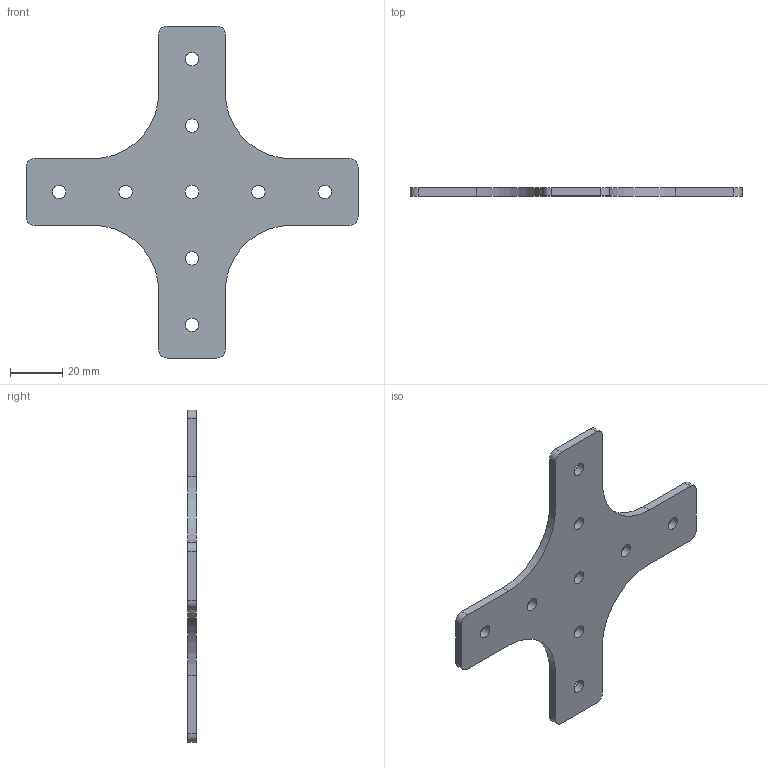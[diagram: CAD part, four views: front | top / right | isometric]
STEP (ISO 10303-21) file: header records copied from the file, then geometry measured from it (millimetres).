
FILE_DESCRIPTION (( 'STEP AP214' ), '1' );
FILE_NAME ('am-4159 1IN Quad Gusset.STEP', '2019-10-09T14:03:53', ( '' ), ( '' ), 'SwSTEP 2.0', 'SolidWorks 2019', '' );
FILE_SCHEMA (( 'AUTOMOTIVE_DESIGN' ));
Length unit declared in the file: inch
Products named in the file (1): am-4159 1IN Quad Gusset
Bounding box: 127 x 3.17 x 127 mm (x, y, z)
Volume: 19553.9 mm3; surface area: 14215.6 mm2
Topology: 1 solids, 1 shells, 35 faces, 99 edges, 66 vertices
Faces by surface type: cylinder 21, plane 14
Full cylindrical faces by diameter (mm): 5.105 x9
Entity records: 1186 total; most frequent: DIRECTION 204, CARTESIAN_POINT 192, ORIENTED_EDGE 180, EDGE_CURVE 90, AXIS2_PLACEMENT_3D 78, VERTEX_POINT 66, EDGE_LOOP 62, LINE 48
